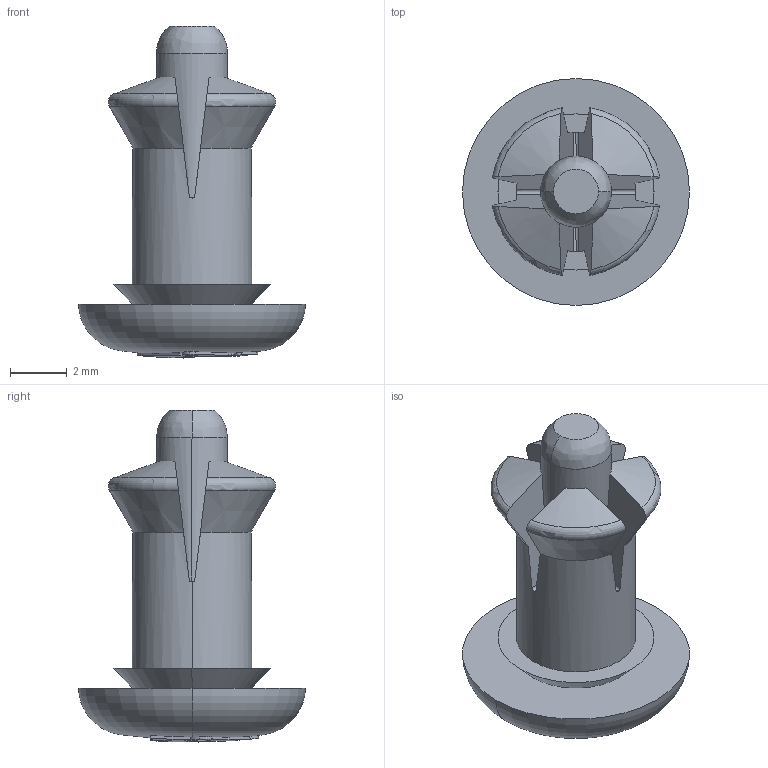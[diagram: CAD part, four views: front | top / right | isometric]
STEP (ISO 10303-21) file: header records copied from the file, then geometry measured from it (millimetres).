
FILE_DESCRIPTION (( 'STEP AP214' ), '1' );
FILE_NAME ('11-6070_New.STEP', '2025-11-27T17:35:55', ( '' ), ( '' ), 'SwSTEP 2.0', 'SolidWorks 2025', '' );
FILE_SCHEMA (( 'AUTOMOTIVE_DESIGN' ));
Length unit declared in the file: millimetre
Products named in the file (1): 11-6070_New
Bounding box: 8 x 8 x 11.7 mm (x, y, z)
Volume: 194.6 mm3; surface area: 305.6 mm2
Topology: 1 solids, 1 shells, 116 faces, 317 edges, 209 vertices
Faces by surface type: cylinder 32, plane 31, bspline 27, cone 10, sphere 10, torus 6
Entity records: 4623 total; most frequent: CARTESIAN_POINT 1998, ORIENTED_EDGE 634, DIRECTION 418, EDGE_CURVE 317, VERTEX_POINT 209, AXIS2_PLACEMENT_3D 173, B_SPLINE_CURVE_WITH_KNOTS 146, EDGE_LOOP 122
